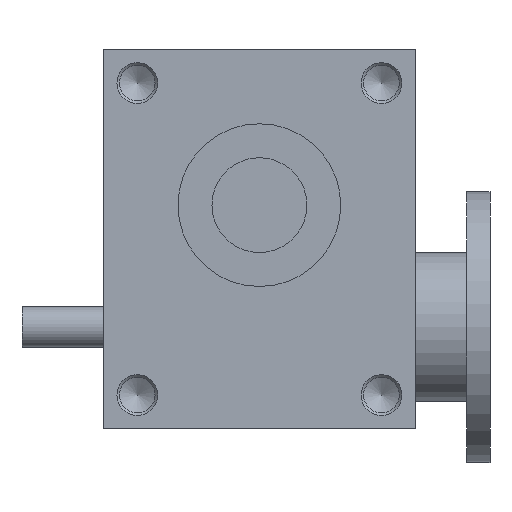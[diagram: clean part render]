
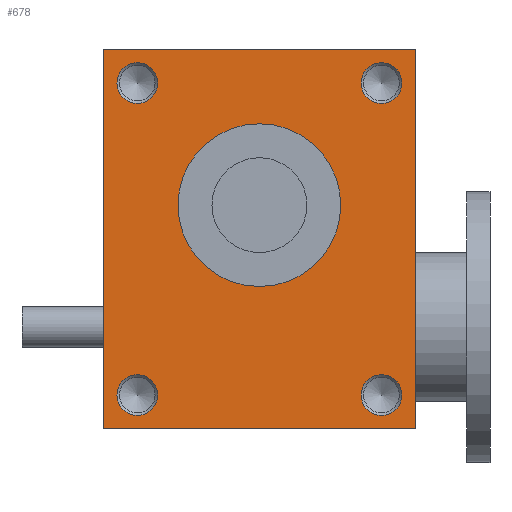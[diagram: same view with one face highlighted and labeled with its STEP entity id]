
A CAD part, front view. The second image highlights one B-rep face of the part: STEP entity #678.
In plain terms, the highlighted planar face has unit normal (0, -1, 0).
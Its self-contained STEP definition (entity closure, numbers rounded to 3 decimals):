
#678 = ADVANCED_FACE( '', ( #1397, #1398, #1399, #1400, #1401, #1402 ), #1403, .F. );
#1397 = FACE_BOUND( '', #2096, .T. );
#1398 = FACE_BOUND( '', #2097, .T. );
#1399 = FACE_BOUND( '', #2098, .T. );
#1400 = FACE_BOUND( '', #2099, .T. );
#1401 = FACE_BOUND( '', #2100, .T. );
#1402 = FACE_OUTER_BOUND( '', #2101, .T. );
#1403 = PLANE( '', #2102 );
#2096 = EDGE_LOOP( '', ( #3688 ) );
#2097 = EDGE_LOOP( '', ( #3689 ) );
#2098 = EDGE_LOOP( '', ( #3690 ) );
#2099 = EDGE_LOOP( '', ( #3691 ) );
#2100 = EDGE_LOOP( '', ( #3692 ) );
#2101 = EDGE_LOOP( '', ( #3693, #3694, #3695, #3696 ) );
#2102 = AXIS2_PLACEMENT_3D( '', #3697, #3698, #3699 );
#3688 = ORIENTED_EDGE( '', *, *, #4204, .F. );
#3689 = ORIENTED_EDGE( '', *, *, #4149, .F. );
#3690 = ORIENTED_EDGE( '', *, *, #4329, .F. );
#3691 = ORIENTED_EDGE( '', *, *, #4212, .F. );
#3692 = ORIENTED_EDGE( '', *, *, #3909, .T. );
#3693 = ORIENTED_EDGE( '', *, *, #4192, .T. );
#3694 = ORIENTED_EDGE( '', *, *, #3950, .F. );
#3695 = ORIENTED_EDGE( '', *, *, #4303, .F. );
#3696 = ORIENTED_EDGE( '', *, *, #4258, .T. );
#3697 = CARTESIAN_POINT( '', ( -115., -88., 140. ) );
#3698 = DIRECTION( '', ( 0., 1., 0. ) );
#3699 = DIRECTION( '', ( 0., 0., 1. ) );
#3909 = EDGE_CURVE( '', #4656, #4656, #4657, .T. );
#3950 = EDGE_CURVE( '', #4725, #4720, #4727, .T. );
#4149 = EDGE_CURVE( '', #5005, #5005, #5006, .T. );
#4192 = EDGE_CURVE( '', #5056, #4720, #5059, .T. );
#4204 = EDGE_CURVE( '', #5070, #5070, #5071, .T. );
#4212 = EDGE_CURVE( '', #5081, #5081, #5082, .T. );
#4258 = EDGE_CURVE( '', #5141, #5056, #5142, .T. );
#4303 = EDGE_CURVE( '', #5141, #4725, #5196, .T. );
#4329 = EDGE_CURVE( '', #5222, #5222, #5223, .T. );
#4656 = VERTEX_POINT( '', #5645 );
#4657 = CIRCLE( '', #5646, 60. );
#4720 = VERTEX_POINT( '', #5737 );
#4725 = VERTEX_POINT( '', #5744 );
#4727 = LINE( '', #5747, #5748 );
#5005 = VERTEX_POINT( '', #6165 );
#5006 = CIRCLE( '', #6166, 15. );
#5056 = VERTEX_POINT( '', #6230 );
#5059 = LINE( '', #6235, #6236 );
#5070 = VERTEX_POINT( '', #6249 );
#5071 = CIRCLE( '', #6250, 15. );
#5081 = VERTEX_POINT( '', #6261 );
#5082 = CIRCLE( '', #6262, 15. );
#5141 = VERTEX_POINT( '', #6339 );
#5142 = LINE( '', #6340, #6341 );
#5196 = LINE( '', #6407, #6408 );
#5222 = VERTEX_POINT( '', #6438 );
#5223 = CIRCLE( '', #6439, 15. );
#5645 = CARTESIAN_POINT( '', ( 60., -88., 25. ) );
#5646 = AXIS2_PLACEMENT_3D( '', #6685, #6686, #6687 );
#5737 = CARTESIAN_POINT( '', ( 115., -88., -140. ) );
#5744 = CARTESIAN_POINT( '', ( 115., -88., 140. ) );
#5747 = CARTESIAN_POINT( '', ( 115., -88., 140. ) );
#5748 = VECTOR( '', #6719, 1000. );
#6165 = CARTESIAN_POINT( '', ( -90., -88., 100. ) );
#6166 = AXIS2_PLACEMENT_3D( '', #6965, #6966, #6967 );
#6230 = CARTESIAN_POINT( '', ( -115., -88., -140. ) );
#6235 = CARTESIAN_POINT( '', ( -115., -88., -140. ) );
#6236 = VECTOR( '', #7005, 1000. );
#6249 = CARTESIAN_POINT( '', ( -90., -88., -130. ) );
#6250 = AXIS2_PLACEMENT_3D( '', #7011, #7012, #7013 );
#6261 = CARTESIAN_POINT( '', ( 90., -88., -130. ) );
#6262 = AXIS2_PLACEMENT_3D( '', #7021, #7022, #7023 );
#6339 = CARTESIAN_POINT( '', ( -115., -88., 140. ) );
#6340 = CARTESIAN_POINT( '', ( -115., -88., 140. ) );
#6341 = VECTOR( '', #7069, 1000. );
#6407 = CARTESIAN_POINT( '', ( -115., -88., 140. ) );
#6408 = VECTOR( '', #7112, 1000. );
#6438 = CARTESIAN_POINT( '', ( 90., -88., 100. ) );
#6439 = AXIS2_PLACEMENT_3D( '', #7129, #7130, #7131 );
#6685 = CARTESIAN_POINT( '', ( 0., -88., 25. ) );
#6686 = DIRECTION( '', ( 0., 1., 0. ) );
#6687 = DIRECTION( '', ( 1., 0., 0. ) );
#6719 = DIRECTION( '', ( 0., 0., -1. ) );
#6965 = CARTESIAN_POINT( '', ( -90., -88., 115. ) );
#6966 = DIRECTION( '', ( 0., -1., 0. ) );
#6967 = DIRECTION( '', ( 0., 0., -1. ) );
#7005 = DIRECTION( '', ( 1., 0., 0. ) );
#7011 = CARTESIAN_POINT( '', ( -90., -88., -115. ) );
#7012 = DIRECTION( '', ( 0., -1., 0. ) );
#7013 = DIRECTION( '', ( 0., 0., -1. ) );
#7021 = CARTESIAN_POINT( '', ( 90., -88., -115. ) );
#7022 = DIRECTION( '', ( 0., -1., 0. ) );
#7023 = DIRECTION( '', ( 0., 0., -1. ) );
#7069 = DIRECTION( '', ( 0., 0., -1. ) );
#7112 = DIRECTION( '', ( 1., 0., 0. ) );
#7129 = CARTESIAN_POINT( '', ( 90., -88., 115. ) );
#7130 = DIRECTION( '', ( 0., -1., 0. ) );
#7131 = DIRECTION( '', ( 0., 0., -1. ) );
